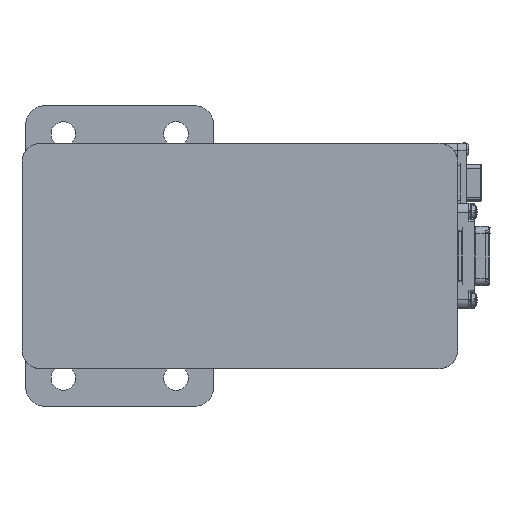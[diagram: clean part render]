
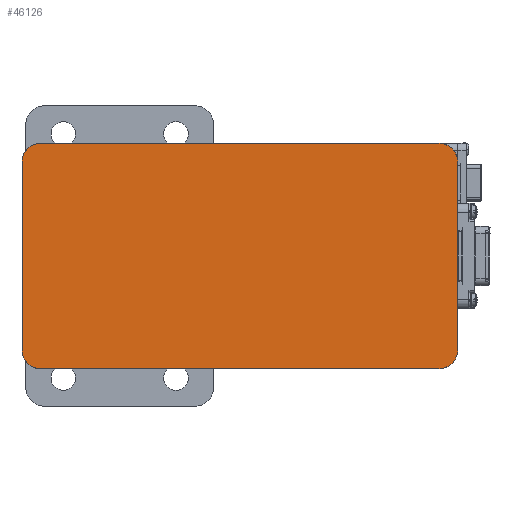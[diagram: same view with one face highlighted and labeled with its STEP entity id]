
A CAD part, front view. The second image highlights one B-rep face of the part: STEP entity #46126.
In plain terms, the highlighted face is planar.
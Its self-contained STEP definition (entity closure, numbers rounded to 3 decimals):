
#1509 = VECTOR ( 'NONE', #118488, 1000. ) ;
#4846 = ORIENTED_EDGE ( 'NONE', *, *, #61415, .T. ) ;
#6354 = DIRECTION ( 'NONE',  ( 0., -1., 0. ) ) ;
#6416 = ORIENTED_EDGE ( 'NONE', *, *, #70782, .T. ) ;
#7179 = CARTESIAN_POINT ( 'NONE',  ( -25., 21.002, -56. ) ) ;
#10194 = ORIENTED_EDGE ( 'NONE', *, *, #35178, .T. ) ;
#14025 = DIRECTION ( 'NONE',  ( 0., 0., -1. ) ) ;
#14034 = CARTESIAN_POINT ( 'NONE',  ( 25., -90.001, -56. ) ) ;
#17516 = CARTESIAN_POINT ( 'NONE',  ( 25., 26.004, -56. ) ) ;
#20621 = VERTEX_POINT ( 'NONE', #50211 ) ;
#21338 = EDGE_CURVE ( 'NONE', #46964, #114908, #62426, .T. ) ;
#23438 = VECTOR ( 'NONE', #130121, 1000. ) ;
#24078 = ORIENTED_EDGE ( 'NONE', *, *, #119721, .T. ) ;
#25690 = DIRECTION ( 'NONE',  ( 0., 0., -1. ) ) ;
#26115 = VERTEX_POINT ( 'NONE', #79882 ) ;
#29108 = EDGE_LOOP ( 'NONE', ( #24078, #10194, #62344, #4846, #48851, #51459, #129626, #6416 ) ) ;
#31162 = CARTESIAN_POINT ( 'NONE',  ( -25., 21.002, -56. ) ) ;
#31989 = VECTOR ( 'NONE', #73680, 1000. ) ;
#35178 = EDGE_CURVE ( 'NONE', #20621, #125824, #89701, .T. ) ;
#37473 = CARTESIAN_POINT ( 'NONE',  ( 30.002, 21.002, -56. ) ) ;
#38659 = CARTESIAN_POINT ( 'NONE',  ( 30.002, -84.998, -56. ) ) ;
#46106 = CARTESIAN_POINT ( 'NONE',  ( 25., -84.998, -56. ) ) ;
#46126 = ADVANCED_FACE ( 'NONE', ( #64850 ), #106495, .T. ) ;
#46964 = VERTEX_POINT ( 'NONE', #57197 ) ;
#48851 = ORIENTED_EDGE ( 'NONE', *, *, #113941, .T. ) ;
#50211 = CARTESIAN_POINT ( 'NONE',  ( -25., 26.004, -56. ) ) ;
#51459 = ORIENTED_EDGE ( 'NONE', *, *, #21338, .T. ) ;
#55746 = CARTESIAN_POINT ( 'NONE',  ( -25., -84.998, -56. ) ) ;
#55814 = CIRCLE ( 'NONE', #127769, 5.002 ) ;
#56048 = DIRECTION ( 'NONE',  ( -1., 0., 0. ) ) ;
#56259 = CARTESIAN_POINT ( 'NONE',  ( -30.002, -84.998, -56. ) ) ;
#57197 = CARTESIAN_POINT ( 'NONE',  ( 25., -90.001, -56. ) ) ;
#57260 = DIRECTION ( 'NONE',  ( -1., 0., 0. ) ) ;
#57310 = VERTEX_POINT ( 'NONE', #99374 ) ;
#58383 = AXIS2_PLACEMENT_3D ( 'NONE', #46106, #66010, #56048 ) ;
#61415 = EDGE_CURVE ( 'NONE', #26115, #93860, #128237, .T. ) ;
#62344 = ORIENTED_EDGE ( 'NONE', *, *, #74004, .T. ) ;
#62426 = LINE ( 'NONE', #14034, #31989 ) ;
#64850 = FACE_OUTER_BOUND ( 'NONE', #29108, .T. ) ;
#66010 = DIRECTION ( 'NONE',  ( 0., 0., -1. ) ) ;
#67321 = AXIS2_PLACEMENT_3D ( 'NONE', #7179, #25690, #96594 ) ;
#67532 = CIRCLE ( 'NONE', #99180, 5.002 ) ;
#70782 = EDGE_CURVE ( 'NONE', #74051, #57310, #95983, .T. ) ;
#72925 = CARTESIAN_POINT ( 'NONE',  ( -25., -90.001, -56. ) ) ;
#73680 = DIRECTION ( 'NONE',  ( -1., 0., 0. ) ) ;
#74004 = EDGE_CURVE ( 'NONE', #125824, #26115, #67532, .T. ) ;
#74051 = VERTEX_POINT ( 'NONE', #117119 ) ;
#74121 = DIRECTION ( 'NONE',  ( 0., 0., -1. ) ) ;
#79882 = CARTESIAN_POINT ( 'NONE',  ( 30.002, 21.002, -56. ) ) ;
#84073 = DIRECTION ( 'NONE',  ( -1., 0., 0. ) ) ;
#89701 = LINE ( 'NONE', #101554, #23438 ) ;
#93125 = VECTOR ( 'NONE', #6354, 1000. ) ;
#93860 = VERTEX_POINT ( 'NONE', #38659 ) ;
#95482 = DIRECTION ( 'NONE',  ( -1., 0., 0. ) ) ;
#95983 = LINE ( 'NONE', #56259, #1509 ) ;
#96594 = DIRECTION ( 'NONE',  ( -1., 0., 0. ) ) ;
#96995 = DIRECTION ( 'NONE',  ( 0., 0., -1. ) ) ;
#99180 = AXIS2_PLACEMENT_3D ( 'NONE', #103243, #74121, #84073 ) ;
#99374 = CARTESIAN_POINT ( 'NONE',  ( -30.002, 21.002, -56. ) ) ;
#101554 = CARTESIAN_POINT ( 'NONE',  ( -25., 26.004, -56. ) ) ;
#103243 = CARTESIAN_POINT ( 'NONE',  ( 25., 21.002, -56. ) ) ;
#106495 = PLANE ( 'NONE',  #67321 ) ;
#112086 = EDGE_CURVE ( 'NONE', #114908, #74051, #55814, .T. ) ;
#113941 = EDGE_CURVE ( 'NONE', #93860, #46964, #115459, .T. ) ;
#114908 = VERTEX_POINT ( 'NONE', #72925 ) ;
#115459 = CIRCLE ( 'NONE', #58383, 5.002 ) ;
#117119 = CARTESIAN_POINT ( 'NONE',  ( -30.002, -84.998, -56. ) ) ;
#118488 = DIRECTION ( 'NONE',  ( 0., 1., 0. ) ) ;
#118684 = AXIS2_PLACEMENT_3D ( 'NONE', #31162, #96995, #57260 ) ;
#119721 = EDGE_CURVE ( 'NONE', #57310, #20621, #124962, .T. ) ;
#124962 = CIRCLE ( 'NONE', #118684, 5.002 ) ;
#125824 = VERTEX_POINT ( 'NONE', #17516 ) ;
#127769 = AXIS2_PLACEMENT_3D ( 'NONE', #55746, #14025, #95482 ) ;
#128237 = LINE ( 'NONE', #37473, #93125 ) ;
#129626 = ORIENTED_EDGE ( 'NONE', *, *, #112086, .T. ) ;
#130121 = DIRECTION ( 'NONE',  ( 1., 0., 0. ) ) ;
